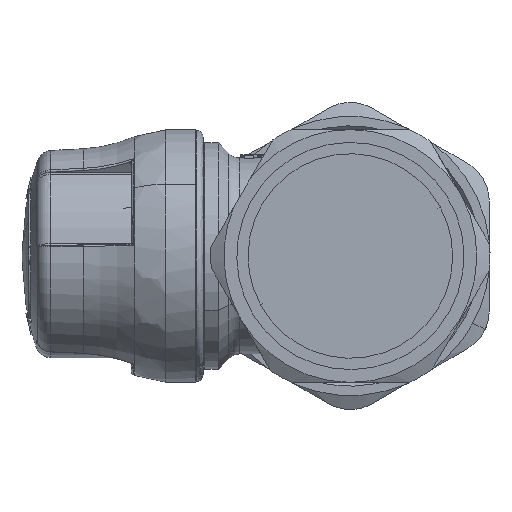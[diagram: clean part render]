
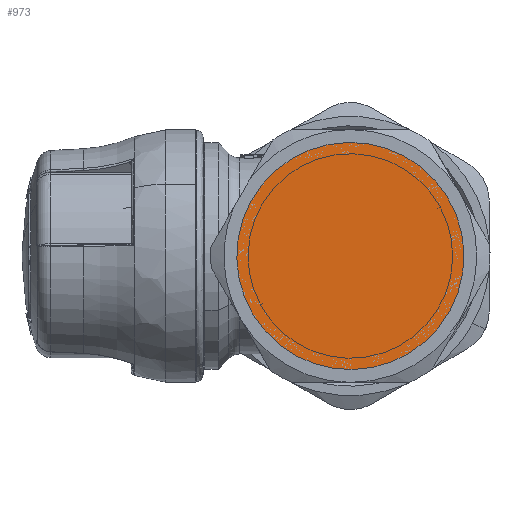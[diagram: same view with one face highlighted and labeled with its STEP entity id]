
A CAD part, left-side view. The second image highlights one B-rep face of the part: STEP entity #973.
In plain terms, the highlighted planar face has unit normal (-1, 0, 0).
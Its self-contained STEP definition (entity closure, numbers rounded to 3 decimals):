
#930=CARTESIAN_POINT('Vertex',(-35.,-13.204,-7.214)) ;
#933=CARTESIAN_POINT('Axis2P3D Location',(-35.,0.,0.)) ;
#937=CARTESIAN_POINT('Vertex',(-35.,13.204,7.214)) ;
#952=CARTESIAN_POINT('Axis2P3D Location',(-35.,0.,0.)) ;
#964=CARTESIAN_POINT('Axis2P3D Location',(-35.,0.,0.)) ;
#934=DIRECTION('Axis2P3D Direction',(-1.,0.,0.)) ;
#953=DIRECTION('Axis2P3D Direction',(-1.,0.,0.)) ;
#965=DIRECTION('Axis2P3D Direction',(1.,0.,0.)) ;
#966=DIRECTION('Axis2P3D XDirection',(0.,1.,0.)) ;
#935=AXIS2_PLACEMENT_3D('Circle Axis2P3D',#933,#934,$) ;
#954=AXIS2_PLACEMENT_3D('Circle Axis2P3D',#952,#953,$) ;
#967=AXIS2_PLACEMENT_3D('Plane Axis2P3D',#964,#965,#966) ;
#970=ORIENTED_EDGE('',*,*,#956,.F.) ;
#971=ORIENTED_EDGE('',*,*,#939,.F.) ;
#973=ADVANCED_FACE('Body.19',(#972),#968,.F.) ;
#936=CIRCLE('generated circle',#935,15.046) ;
#955=CIRCLE('generated circle',#954,15.046) ;
#939=EDGE_CURVE('',#931,#938,#936,.F.) ;
#956=EDGE_CURVE('',#938,#931,#955,.F.) ;
#969=EDGE_LOOP('',(#970,#971)) ;
#972=FACE_OUTER_BOUND('',#969,.T.) ;
#968=PLANE('',#967) ;
#931=VERTEX_POINT('',#930) ;
#938=VERTEX_POINT('',#937) ;
